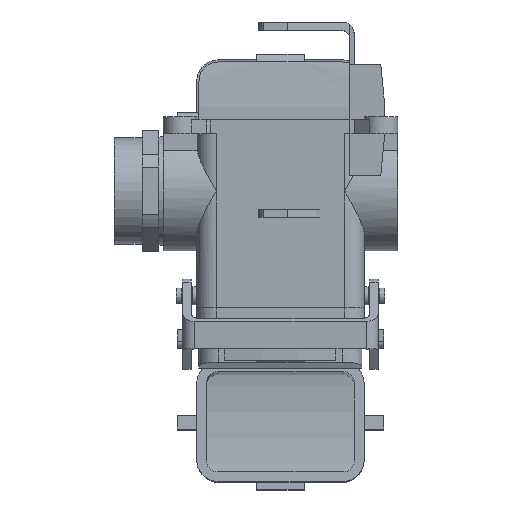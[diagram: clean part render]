
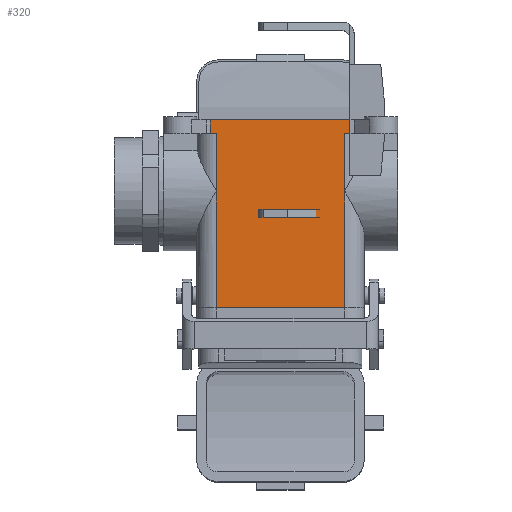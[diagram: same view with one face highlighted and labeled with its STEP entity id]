
A CAD part, top view. The second image highlights one B-rep face of the part: STEP entity #320.
In plain terms, the highlighted planar face has unit normal (0, 0, 1).
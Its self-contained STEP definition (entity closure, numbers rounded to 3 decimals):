
#320 = ADVANCED_FACE( '', ( #861 ), #862, .F. );
#861 = FACE_OUTER_BOUND( '', #1699, .T. );
#862 = PLANE( '', #1700 );
#1699 = EDGE_LOOP( '', ( #2590, #2591, #2592, #2593, #2594, #2595, #2596, #2597, #2598, #2599 ) );
#1700 = AXIS2_PLACEMENT_3D( '', #2600, #2601, #2602 );
#2590 = ORIENTED_EDGE( '', *, *, #4800, .T. );
#2591 = ORIENTED_EDGE( '', *, *, #4801, .F. );
#2592 = ORIENTED_EDGE( '', *, *, #4802, .F. );
#2593 = ORIENTED_EDGE( '', *, *, #4803, .F. );
#2594 = ORIENTED_EDGE( '', *, *, #4804, .F. );
#2595 = ORIENTED_EDGE( '', *, *, #4805, .T. );
#2596 = ORIENTED_EDGE( '', *, *, #4806, .T. );
#2597 = ORIENTED_EDGE( '', *, *, #4807, .F. );
#2598 = ORIENTED_EDGE( '', *, *, #4808, .F. );
#2599 = ORIENTED_EDGE( '', *, *, #4809, .T. );
#2600 = CARTESIAN_POINT( '', ( 25.186, -5., 21.5 ) );
#2601 = DIRECTION( '', ( 0., 0., -1. ) );
#2602 = DIRECTION( '', ( -1., 0., 0. ) );
#4800 = EDGE_CURVE( '', #5721, #5722, #5723, .T. );
#4801 = EDGE_CURVE( '', #5724, #5722, #5725, .T. );
#4802 = EDGE_CURVE( '', #5726, #5724, #5727, .T. );
#4803 = EDGE_CURVE( '', #5728, #5726, #5729, .T. );
#4804 = EDGE_CURVE( '', #5730, #5728, #5731, .T. );
#4805 = EDGE_CURVE( '', #5730, #5732, #5733, .T. );
#4806 = EDGE_CURVE( '', #5732, #5734, #5735, .T. );
#4807 = EDGE_CURVE( '', #5736, #5734, #5737, .T. );
#4808 = EDGE_CURVE( '', #5738, #5736, #5739, .T. );
#4809 = EDGE_CURVE( '', #5738, #5721, #5740, .T. );
#5721 = VERTEX_POINT( '', #7113 );
#5722 = VERTEX_POINT( '', #7114 );
#5723 = LINE( '', #7115, #7116 );
#5724 = VERTEX_POINT( '', #7117 );
#5725 = LINE( '', #7118, #7119 );
#5726 = VERTEX_POINT( '', #7120 );
#5727 = LINE( '', #7121, #7122 );
#5728 = VERTEX_POINT( '', #7123 );
#5729 = LINE( '', #7124, #7125 );
#5730 = VERTEX_POINT( '', #7126 );
#5731 = LINE( '', #7127, #7128 );
#5732 = VERTEX_POINT( '', #7129 );
#5733 = LINE( '', #7130, #7131 );
#5734 = VERTEX_POINT( '', #7132 );
#5735 = LINE( '', #7133, #7134 );
#5736 = VERTEX_POINT( '', #7135 );
#5737 = LINE( '', #7136, #7137 );
#5738 = VERTEX_POINT( '', #7138 );
#5739 = LINE( '', #7139, #7140 );
#5740 = LINE( '', #7141, #7142 );
#7113 = CARTESIAN_POINT( '', ( -23., -25.5, 21.5 ) );
#7114 = CARTESIAN_POINT( '', ( -23., -67.4, 21.5 ) );
#7115 = CARTESIAN_POINT( '', ( -23., 55.476, 21.5 ) );
#7116 = VECTOR( '', #9106, 1000. );
#7117 = CARTESIAN_POINT( '', ( 23., -67.4, 21.5 ) );
#7118 = CARTESIAN_POINT( '', ( -23., -67.4, 21.5 ) );
#7119 = VECTOR( '', #9107, 1000. );
#7120 = CARTESIAN_POINT( '', ( 23., -25.5, 21.5 ) );
#7121 = CARTESIAN_POINT( '', ( 23., 55.476, 21.5 ) );
#7122 = VECTOR( '', #9108, 1000. );
#7123 = CARTESIAN_POINT( '', ( 23., -5., 21.5 ) );
#7124 = CARTESIAN_POINT( '', ( 23., 55.476, 21.5 ) );
#7125 = VECTOR( '', #9109, 1000. );
#7126 = CARTESIAN_POINT( '', ( 25.186, -5., 21.5 ) );
#7127 = CARTESIAN_POINT( '', ( 25.186, -5., 21.5 ) );
#7128 = VECTOR( '', #9110, 1000. );
#7129 = CARTESIAN_POINT( '', ( 25.186, 0., 21.5 ) );
#7130 = CARTESIAN_POINT( '', ( 25.186, -5., 21.5 ) );
#7131 = VECTOR( '', #9111, 1000. );
#7132 = CARTESIAN_POINT( '', ( -25.186, 0., 21.5 ) );
#7133 = CARTESIAN_POINT( '', ( 25.186, 0., 21.5 ) );
#7134 = VECTOR( '', #9112, 1000. );
#7135 = CARTESIAN_POINT( '', ( -25.186, -5., 21.5 ) );
#7136 = CARTESIAN_POINT( '', ( -25.186, -5., 21.5 ) );
#7137 = VECTOR( '', #9113, 1000. );
#7138 = CARTESIAN_POINT( '', ( -23., -5., 21.5 ) );
#7139 = CARTESIAN_POINT( '', ( 25.186, -5., 21.5 ) );
#7140 = VECTOR( '', #9114, 1000. );
#7141 = CARTESIAN_POINT( '', ( -23., 55.476, 21.5 ) );
#7142 = VECTOR( '', #9115, 1000. );
#9106 = DIRECTION( '', ( 0., -1., 0. ) );
#9107 = DIRECTION( '', ( -1., 0., 0. ) );
#9108 = DIRECTION( '', ( 0., -1., 0. ) );
#9109 = DIRECTION( '', ( 0., -1., 0. ) );
#9110 = DIRECTION( '', ( -1., 0., 0. ) );
#9111 = DIRECTION( '', ( 0., 1., 0. ) );
#9112 = DIRECTION( '', ( -1., 0., 0. ) );
#9113 = DIRECTION( '', ( 0., 1., 0. ) );
#9114 = DIRECTION( '', ( -1., 0., 0. ) );
#9115 = DIRECTION( '', ( 0., -1., 0. ) );
